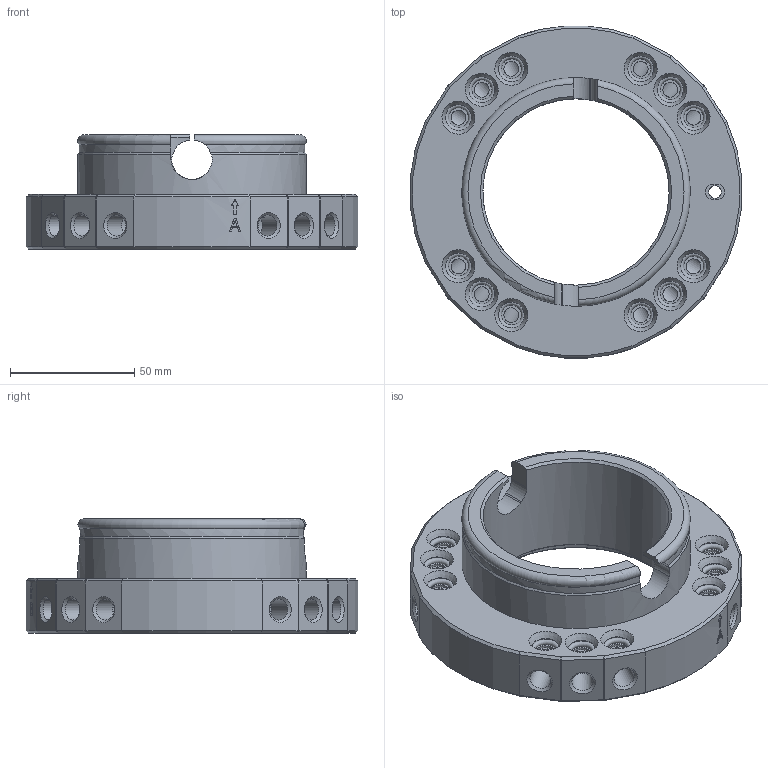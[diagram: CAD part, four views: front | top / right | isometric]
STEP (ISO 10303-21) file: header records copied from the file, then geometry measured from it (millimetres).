
FILE_DESCRIPTION(/* description */ ('Norm.ipt Template'),/* implementation_level */ '2;1');
FILE_NAME(/* name */ 'MT_BGR00102661.stp',/* time_stamp */ '2022-01-13T14:57:55+01:00',/* author */ ('Daniel.Grischkowski'),/* organization */ (''),/* preprocessor_version */ 'ST-DEVELOPER v16.5',/* originating_system */ 'Autodesk Inventor 2017',/* authorisation */ '');
FILE_SCHEMA (('AUTOMOTIVE_DESIGN { 1 0 10303 214 3 1 1 }'));
Length unit declared in the file: millimetre
Products named in the file (1): MT_WST00105332 Dummy_Werkzeug-seitiger Wechseladapter
Bounding box: 133.49 x 133.66 x 46 mm (x, y, z)
Volume: 238108.4 mm3; surface area: 54119.1 mm2
Topology: 1 solids, 13 shells, 332 faces, 765 edges, 492 vertices
Faces by surface type: plane 136, cylinder 91, cone 67, torus 26, bspline 12
Full cylindrical faces by diameter (mm): 5 x1, 6 x12, 8 x12, 8.566 x12, 12.1 x24, 75 x1, 82 x1, 92 x1
Entity records: 9492 total; most frequent: CARTESIAN_POINT 2462, DIRECTION 1371, ORIENTED_EDGE 1168, AXIS2_PLACEMENT_3D 589, EDGE_CURVE 572, EDGE_LOOP 544, VERTEX_POINT 426, STYLED_ITEM 333
